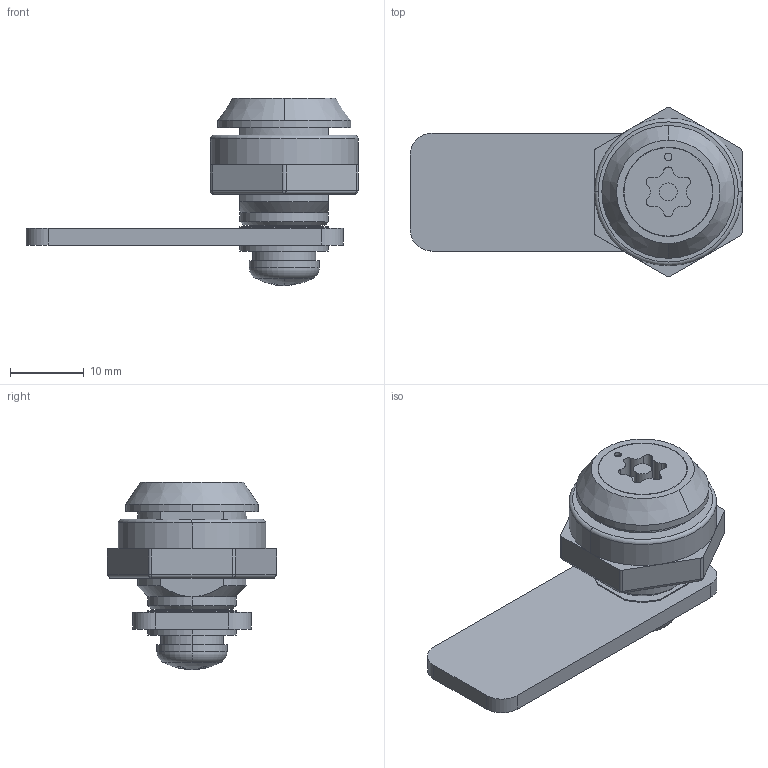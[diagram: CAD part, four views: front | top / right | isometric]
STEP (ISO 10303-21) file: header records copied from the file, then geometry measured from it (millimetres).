
FILE_DESCRIPTION (( 'STEP AP214' ), '1' );
FILE_NAME ('TL_407_1.STEP', '2015-08-24T04:28:38', ( '' ), ( '' ), 'SwSTEP 2.0', 'SolidWorks 2015', '' );
FILE_SCHEMA (( 'AUTOMOTIVE_DESIGN' ));
Length unit declared in the file: millimetre
Products named in the file (6): cam; plug; TL_407_1; screw; nut; case
Assembly tree (5 placements, depth 2):
  TL_407_1
    plug
    cam
    case
    nut
    screw
Bounding box: 45 x 22.94 x 25.39 mm (x, y, z)
Volume: 5722.2 mm3; surface area: 5974.1 mm2
Topology: 5 solids, 5 shells, 178 faces, 441 edges, 278 vertices
Faces by surface type: plane 87, cylinder 73, sphere 8, cone 6, torus 4
Entity records: 5563 total; most frequent: DIRECTION 1005, CARTESIAN_POINT 927, ORIENTED_EDGE 874, EDGE_CURVE 437, AXIS2_PLACEMENT_3D 386, VERTEX_POINT 276, LINE 233, VECTOR 233
